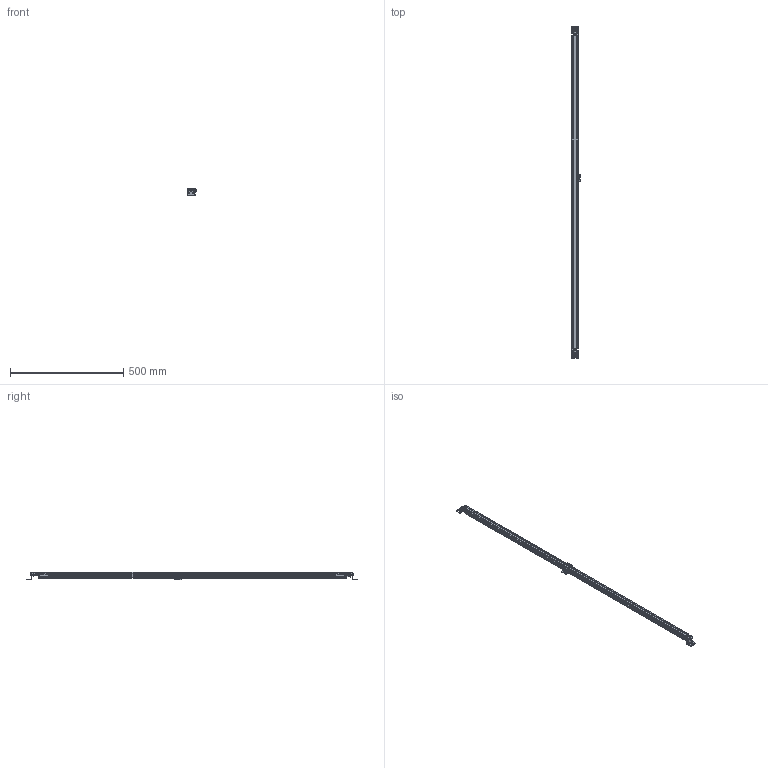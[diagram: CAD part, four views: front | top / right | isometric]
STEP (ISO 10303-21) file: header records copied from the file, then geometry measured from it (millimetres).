
FILE_DESCRIPTION((''),'2;1');
FILE_NAME('141906_ASM','2015-12-02T',('pdmadmin'),(''),'PRO/ENGINEER BY PARAMETRIC TECHNOLOGY CORPORATION, 2013230','PRO/ENGINEER BY PARAMETRIC TECHNOLOGY CORPORATION, 2013230','');
FILE_SCHEMA(('CONFIG_CONTROL_DESIGN'));
Products named in the file (53): 139124; 137693_AF2; 137388; 138906; 138905; 139930; 144262_GASKET_AF1; 144262_AF1_ASM; 138907; 137389_AF47_ASM; 138967; 139928; 139929_LIGHT_PIPE; 139929_ASM; 141056_AF0; 137390_ASM; 138908; 137693_AF3; 138661; 139152; 138910; 137719; 137717; 138654; 137722; 144680; 138659_POTTING; 144132; 138659_ASM; 139152_AF47; 139124_TAPE_AF0; 139124_TAPE_AF1; 139254; 142161; 141996_WINDOW_1; 141996_WINDOW_2; 142161_ASM; 137718; EZS_LP_CORDSET_POTTING_AF1; 137570 ...
Assembly tree (82 placements, depth 4):
  141906_ASM
    139124
    137693_AF2
    137388
    138906
    138905  x5
    137389_AF47_ASM
      144262_AF1_ASM
        139930
        144262_GASKET_AF1
      138907
    138967
    137390_ASM
      139929_ASM
        139928
        139929_LIGHT_PIPE
      141056_AF0
    138908  x2
    137693_AF3
    138661
    139152
    138910
    138659_ASM
      137719
      137717
      138654  x2
      137722
      144680
      138659_POTTING
      144132
    139152_AF47
    139124_TAPE_AF0
    139124_TAPE_AF1
    139254
    142161_ASM
      142161
      141996_WINDOW_1
      141996_WINDOW_2  x10
    EZS_LP_CORDSET_SIMPLIFIED_AF47_ASM
      137718
      137717
      EZS_LP_CORDSET_POTTING_AF1
      137570
      138653_AF1
      138657_SIMPLIFIED
      138655
      138654  x2
    140904  x2
    142038  x6
    140906  x2
    140905  x2
    142039  x5
    140908
    140907
    140909
Bounding box: 41.2 x 1468.3 x 33.03 mm (x, y, z)
Volume: 309344.2 mm3; surface area: 407633.4 mm2
Topology: 76 solids, 104 shells, 4826 faces, 12742 edges, 8097 vertices
Faces by surface type: plane 2295, cylinder 1607, bspline 472, torus 261, cone 134, sphere 57
Entity records: 132127 total; most frequent: CARTESIAN_POINT 53658, ORIENTED_EDGE 16564, DIRECTION 15471, EDGE_CURVE 8330, VECTOR 5455, LINE 5455, VERTEX_POINT 5324, AXIS2_PLACEMENT_3D 5008
